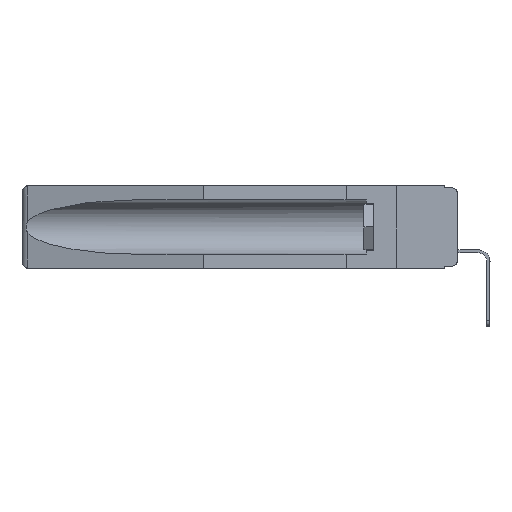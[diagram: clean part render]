
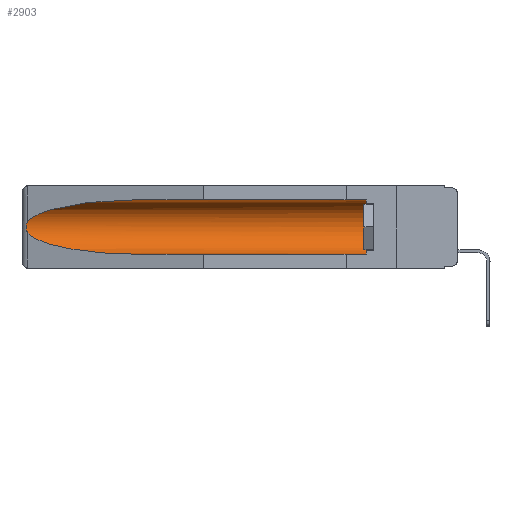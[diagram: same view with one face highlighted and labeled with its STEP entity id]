
A CAD part, left-side view. The second image highlights one B-rep face of the part: STEP entity #2903.
In plain terms, the highlighted cylindrical face has radius 2.857 mm (diameter 5.715 mm), a partial arc.
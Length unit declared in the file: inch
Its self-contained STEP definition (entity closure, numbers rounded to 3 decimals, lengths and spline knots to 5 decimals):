
#646 = ORIENTED_EDGE ( 'NONE', *, *, #7413, .F. ) ;
#922 = VERTEX_POINT ( 'NONE', #10682 ) ;
#926 = ORIENTED_EDGE ( 'NONE', *, *, #14867, .T. ) ;
#1259 = EDGE_LOOP ( 'NONE', ( #926, #6644, #16383, #646, #11543, #11223 ) ) ;
#1345 = CARTESIAN_POINT ( 'NONE',  ( 0.26597, 1.5296, -0.19026 ) ) ;
#1370 = FACE_OUTER_BOUND ( 'NONE', #1259, .T. ) ;
#1547 = VERTEX_POINT ( 'NONE', #7067 ) ;
#2151 = CARTESIAN_POINT ( 'NONE',  ( 0.155, 0.126, -0.059 ) ) ;
#2627 = CARTESIAN_POINT ( 'NONE',  ( 0.26597, 1.52961, -0.15275 ) ) ;
#2803 = CARTESIAN_POINT ( 'NONE',  ( 0.26537, 1.52718, -0.19328 ) ) ;
#2903 = ADVANCED_FACE ( 'NONE', ( #1370 ), #10804, .F. ) ;
#3180 =( BOUNDED_CURVE ( )  B_SPLINE_CURVE ( 3, ( #7729, #14416, #15633, #13146 ),
 .UNSPECIFIED., .F., .F. ) 
 B_SPLINE_CURVE_WITH_KNOTS ( ( 4, 4 ),
 ( 0.1948, 1.5708 ),
 .UNSPECIFIED. ) 
 CURVE ( )  GEOMETRIC_REPRESENTATION_ITEM ( )  RATIONAL_B_SPLINE_CURVE ( ( 1., 0.848, 0.848, 1. ) ) 
 REPRESENTATION_ITEM ( '' )  );
#3570 = AXIS2_PLACEMENT_3D ( 'NONE', #6449, #5038, #15764 ) ;
#3710 = B_SPLINE_CURVE_WITH_KNOTS ( 'NONE', 3,
 ( #17265, #2627, #5540, #6604, #12084, #16068, #5417, #9358, #1345, #2803 ),
 .UNSPECIFIED., .F., .F.,
 ( 4, 2, 2, 2, 4 ),
 ( 0., 0.00029, 0.00058, 0.00087, 0.00117 ),
 .UNSPECIFIED. ) ;
#3855 = CARTESIAN_POINT ( 'NONE',  ( 0.26537, 1.52718, -0.19328 ) ) ;
#3930 = CARTESIAN_POINT ( 'NONE',  ( 0.26537, 1.52718, -0.14972 ) ) ;
#4020 =( BOUNDED_CURVE ( )  B_SPLINE_CURVE ( 3, ( #17104, #15684, #9188, #3930 ),
 .UNSPECIFIED., .F., .F. ) 
 B_SPLINE_CURVE_WITH_KNOTS ( ( 4, 4 ),
 ( 4.71239, 6.08839 ),
 .UNSPECIFIED. ) 
 CURVE ( )  GEOMETRIC_REPRESENTATION_ITEM ( )  RATIONAL_B_SPLINE_CURVE ( ( 1., 0.848, 0.848, 1. ) ) 
 REPRESENTATION_ITEM ( '' )  );
#5038 = DIRECTION ( 'NONE',  ( 0., 1., 0. ) ) ;
#5395 = EDGE_CURVE ( 'NONE', #8486, #12597, #10285, .T. ) ;
#5417 = CARTESIAN_POINT ( 'NONE',  ( 0.2673, 1.53269, -0.17917 ) ) ;
#5540 = CARTESIAN_POINT ( 'NONE',  ( 0.26654, 1.53092, -0.15636 ) ) ;
#5849 = CARTESIAN_POINT ( 'NONE',  ( 0.26537, 1.52718, -0.14972 ) ) ;
#6255 = CARTESIAN_POINT ( 'NONE',  ( 0.155, 0.126, -0.1715 ) ) ;
#6449 = CARTESIAN_POINT ( 'NONE',  ( 0.155, -0.30754, -0.1715 ) ) ;
#6604 = CARTESIAN_POINT ( 'NONE',  ( 0.2673, 1.5327, -0.16383 ) ) ;
#6644 = ORIENTED_EDGE ( 'NONE', *, *, #8078, .T. ) ;
#7067 = CARTESIAN_POINT ( 'NONE',  ( 0.155, 1.07973, -0.284 ) ) ;
#7291 = EDGE_CURVE ( 'NONE', #8067, #1547, #3180, .T. ) ;
#7413 = EDGE_CURVE ( 'NONE', #922, #1547, #13118, .T. ) ;
#7729 = CARTESIAN_POINT ( 'NONE',  ( 0.26537, 1.52718, -0.19328 ) ) ;
#7740 = VERTEX_POINT ( 'NONE', #5849 ) ;
#7770 = VECTOR ( 'NONE', #8059, 39.37008 ) ;
#8059 = DIRECTION ( 'NONE',  ( 0., 1., 0. ) ) ;
#8067 = VERTEX_POINT ( 'NONE', #3855 ) ;
#8078 = EDGE_CURVE ( 'NONE', #7740, #8067, #3710, .T. ) ;
#8486 = VERTEX_POINT ( 'NONE', #2151 ) ;
#9074 = DIRECTION ( 'NONE',  ( 0., -1., 0. ) ) ;
#9188 = CARTESIAN_POINT ( 'NONE',  ( 0.25451, 1.48313, -0.09465 ) ) ;
#9358 = CARTESIAN_POINT ( 'NONE',  ( 0.26655, 1.53094, -0.18657 ) ) ;
#10237 = CIRCLE ( 'NONE', #16658, 0.1125 ) ;
#10285 = LINE ( 'NONE', #12135, #7770 ) ;
#10682 = CARTESIAN_POINT ( 'NONE',  ( 0.155, 0.126, -0.284 ) ) ;
#10788 = CARTESIAN_POINT ( 'NONE',  ( 0.155, 1.07973, -0.059 ) ) ;
#10804 = CYLINDRICAL_SURFACE ( 'NONE', #3570, 0.1125 ) ;
#11223 = ORIENTED_EDGE ( 'NONE', *, *, #5395, .T. ) ;
#11543 = ORIENTED_EDGE ( 'NONE', *, *, #13079, .T. ) ;
#11573 = DIRECTION ( 'NONE',  ( 0., 0., 1. ) ) ;
#11873 = CARTESIAN_POINT ( 'NONE',  ( 0.155, -0.30754, -0.284 ) ) ;
#12084 = CARTESIAN_POINT ( 'NONE',  ( 0.2675, 1.53308, -0.16763 ) ) ;
#12135 = CARTESIAN_POINT ( 'NONE',  ( 0.155, -0.30754, -0.059 ) ) ;
#12597 = VERTEX_POINT ( 'NONE', #10788 ) ;
#13079 = EDGE_CURVE ( 'NONE', #922, #8486, #10237, .T. ) ;
#13118 = LINE ( 'NONE', #11873, #13320 ) ;
#13146 = CARTESIAN_POINT ( 'NONE',  ( 0.155, 1.07973, -0.284 ) ) ;
#13320 = VECTOR ( 'NONE', #14768, 39.37008 ) ;
#14416 = CARTESIAN_POINT ( 'NONE',  ( 0.25451, 1.48313, -0.24835 ) ) ;
#14768 = DIRECTION ( 'NONE',  ( 0., 1., 0. ) ) ;
#14867 = EDGE_CURVE ( 'NONE', #12597, #7740, #4020, .T. ) ;
#15633 = CARTESIAN_POINT ( 'NONE',  ( 0.21114, 1.30732, -0.284 ) ) ;
#15684 = CARTESIAN_POINT ( 'NONE',  ( 0.21114, 1.30732, -0.059 ) ) ;
#15764 = DIRECTION ( 'NONE',  ( 0., 0., 1. ) ) ;
#16068 = CARTESIAN_POINT ( 'NONE',  ( 0.2675, 1.53308, -0.17534 ) ) ;
#16383 = ORIENTED_EDGE ( 'NONE', *, *, #7291, .T. ) ;
#16658 = AXIS2_PLACEMENT_3D ( 'NONE', #6255, #9074, #11573 ) ;
#17104 = CARTESIAN_POINT ( 'NONE',  ( 0.155, 1.07973, -0.059 ) ) ;
#17265 = CARTESIAN_POINT ( 'NONE',  ( 0.26537, 1.52718, -0.14972 ) ) ;
